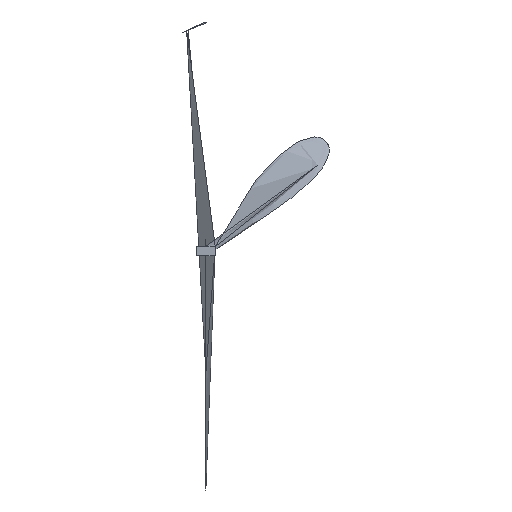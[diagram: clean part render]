
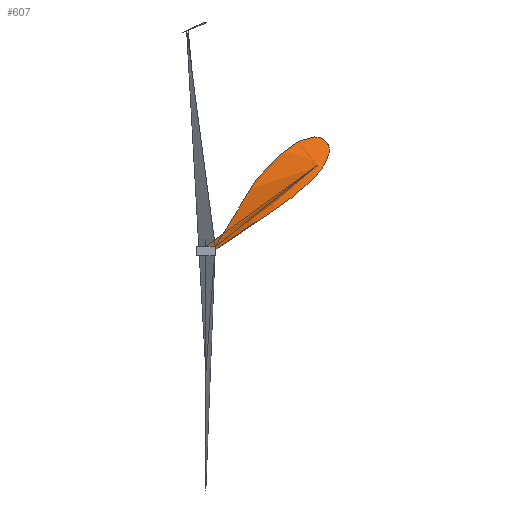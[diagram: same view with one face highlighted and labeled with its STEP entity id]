
A CAD part, left-side view. The second image highlights one B-rep face of the part: STEP entity #607.
In plain terms, the highlighted face is a revolution surface.
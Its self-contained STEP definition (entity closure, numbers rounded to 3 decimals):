
#55 = SURFACE_OF_REVOLUTION('',#56,#61);
#56 = CIRCLE('',#57,2.505);
#57 = AXIS2_PLACEMENT_3D('',#58,#59,#60);
#58 = CARTESIAN_POINT('',(7.93,0.,0.));
#59 = DIRECTION('',(0.,-1.,0.));
#60 = DIRECTION('',(1.,0.,0.));
#61 = AXIS1_PLACEMENT('',#62,#63);
#62 = CARTESIAN_POINT('',(7.93,-1.,0.));
#63 = DIRECTION('',(0.,0.707,-0.707));
#79 = VERTEX_POINT('',#80);
#80 = CARTESIAN_POINT('',(5.425,0.,
    0.));
#192 = EDGE_CURVE('',#193,#79,#195,.T.);
#193 = VERTEX_POINT('',#194);
#194 = CARTESIAN_POINT('',(5.427,0.,0.1));
#195 = SURFACE_CURVE('',#196,(#201,#208),.PCURVE_S1.);
#196 = CIRCLE('',#197,2.505);
#197 = AXIS2_PLACEMENT_3D('',#198,#199,#200);
#198 = CARTESIAN_POINT('',(7.93,0.,0.));
#199 = DIRECTION('',(0.,-1.,0.));
#200 = DIRECTION('',(1.,0.,0.));
#201 = PCURVE('',#55,#202);
#202 = DEFINITIONAL_REPRESENTATION('',(#203),#207);
#203 = LINE('',#204,#205);
#204 = CARTESIAN_POINT('',(0.,0.));
#205 = VECTOR('',#206,1.);
#206 = DIRECTION('',(0.,1.));
#207 = ( GEOMETRIC_REPRESENTATION_CONTEXT(2) 
PARAMETRIC_REPRESENTATION_CONTEXT() REPRESENTATION_CONTEXT('2D SPACE',''
  ) );
#208 = PCURVE('',#209,#218);
#209 = SURFACE_OF_REVOLUTION('',#210,#215);
#210 = CIRCLE('',#211,2.505);
#211 = AXIS2_PLACEMENT_3D('',#212,#213,#214);
#212 = CARTESIAN_POINT('',(7.93,0.,0.));
#213 = DIRECTION('',(0.,-1.,0.));
#214 = DIRECTION('',(1.,0.,0.));
#215 = AXIS1_PLACEMENT('',#216,#217);
#216 = CARTESIAN_POINT('',(7.93,-1.,0.));
#217 = DIRECTION('',(0.,0.707,-0.707));
#218 = DEFINITIONAL_REPRESENTATION('',(#219),#223);
#219 = LINE('',#220,#221);
#220 = CARTESIAN_POINT('',(6.283,0.));
#221 = VECTOR('',#222,1.);
#222 = DIRECTION('',(0.,1.));
#223 = ( GEOMETRIC_REPRESENTATION_CONTEXT(2) 
PARAMETRIC_REPRESENTATION_CONTEXT() REPRESENTATION_CONTEXT('2D SPACE',''
  ) );
#225 = EDGE_CURVE('',#226,#193,#228,.T.);
#226 = VERTEX_POINT('',#227);
#227 = CARTESIAN_POINT('',(5.389,-0.1,0.1));
#228 = SURFACE_CURVE('',#229,(#235,#244),.PCURVE_S1.);
#229 = B_SPLINE_CURVE_WITH_KNOTS('',4,(#230,#231,#232,#233,#234),
  .UNSPECIFIED.,.F.,.F.,(5,5),(0.,1.),.PIECEWISE_BEZIER_KNOTS.);
#230 = CARTESIAN_POINT('',(5.389,-0.1,0.1));
#231 = CARTESIAN_POINT('',(5.398,-0.075,0.1));
#232 = CARTESIAN_POINT('',(5.407,-0.05,0.1));
#233 = CARTESIAN_POINT('',(5.417,-0.025,0.1));
#234 = CARTESIAN_POINT('',(5.427,0.,0.1));
#235 = PCURVE('',#55,#236);
#236 = DEFINITIONAL_REPRESENTATION('',(#237),#243);
#237 = B_SPLINE_CURVE_WITH_KNOTS('',4,(#238,#239,#240,#241,#242),
  .UNSPECIFIED.,.F.,.F.,(5,5),(0.,1.),.PIECEWISE_BEZIER_KNOTS.);
#238 = CARTESIAN_POINT('',(6.227,3.062));
#239 = CARTESIAN_POINT('',(6.241,3.072));
#240 = CARTESIAN_POINT('',(6.255,3.082));
#241 = CARTESIAN_POINT('',(6.269,3.092));
#242 = CARTESIAN_POINT('',(6.283,3.102));
#243 = ( GEOMETRIC_REPRESENTATION_CONTEXT(2) 
PARAMETRIC_REPRESENTATION_CONTEXT() REPRESENTATION_CONTEXT('2D SPACE',''
  ) );
#244 = PCURVE('',#209,#245);
#245 = DEFINITIONAL_REPRESENTATION('',(#246),#252);
#246 = B_SPLINE_CURVE_WITH_KNOTS('',4,(#247,#248,#249,#250,#251),
  .UNSPECIFIED.,.F.,.F.,(5,5),(0.,1.),.PIECEWISE_BEZIER_KNOTS.);
#247 = CARTESIAN_POINT('',(6.227,3.062));
#248 = CARTESIAN_POINT('',(6.241,3.072));
#249 = CARTESIAN_POINT('',(6.255,3.082));
#250 = CARTESIAN_POINT('',(6.269,3.092));
#251 = CARTESIAN_POINT('',(6.283,3.102));
#252 = ( GEOMETRIC_REPRESENTATION_CONTEXT(2) 
PARAMETRIC_REPRESENTATION_CONTEXT() REPRESENTATION_CONTEXT('2D SPACE',''
  ) );
#254 = EDGE_CURVE('',#226,#255,#257,.T.);
#255 = VERTEX_POINT('',#256);
#256 = CARTESIAN_POINT('',(5.387,-0.1,0.));
#257 = SURFACE_CURVE('',#258,(#264,#273),.PCURVE_S1.);
#258 = B_SPLINE_CURVE_WITH_KNOTS('',4,(#259,#260,#261,#262,#263),
  .UNSPECIFIED.,.F.,.F.,(5,5),(0.,1.),.PIECEWISE_BEZIER_KNOTS.);
#259 = CARTESIAN_POINT('',(5.389,-0.1,0.1));
#260 = CARTESIAN_POINT('',(5.388,-0.1,0.075));
#261 = CARTESIAN_POINT('',(5.387,-0.1,0.05));
#262 = CARTESIAN_POINT('',(5.387,-0.1,0.025));
#263 = CARTESIAN_POINT('',(5.387,-0.1,0.));
#264 = PCURVE('',#55,#265);
#265 = DEFINITIONAL_REPRESENTATION('',(#266),#272);
#266 = B_SPLINE_CURVE_WITH_KNOTS('',4,(#267,#268,#269,#270,#271),
  .UNSPECIFIED.,.F.,.F.,(5,5),(0.,1.),.PIECEWISE_BEZIER_KNOTS.);
#267 = CARTESIAN_POINT('',(3.741,0.08));
#268 = CARTESIAN_POINT('',(3.727,0.07));
#269 = CARTESIAN_POINT('',(3.714,0.06));
#270 = CARTESIAN_POINT('',(3.701,0.05));
#271 = CARTESIAN_POINT('',(3.688,0.04));
#272 = ( GEOMETRIC_REPRESENTATION_CONTEXT(2) 
PARAMETRIC_REPRESENTATION_CONTEXT() REPRESENTATION_CONTEXT('2D SPACE',''
  ) );
#273 = PCURVE('',#209,#274);
#274 = DEFINITIONAL_REPRESENTATION('',(#275),#281);
#275 = B_SPLINE_CURVE_WITH_KNOTS('',4,(#276,#277,#278,#279,#280),
  .UNSPECIFIED.,.F.,.F.,(5,5),(0.,1.),.PIECEWISE_BEZIER_KNOTS.);
#276 = CARTESIAN_POINT('',(3.741,0.08));
#277 = CARTESIAN_POINT('',(3.727,0.07));
#278 = CARTESIAN_POINT('',(3.714,0.06));
#279 = CARTESIAN_POINT('',(3.701,0.05));
#280 = CARTESIAN_POINT('',(3.688,0.04));
#281 = ( GEOMETRIC_REPRESENTATION_CONTEXT(2) 
PARAMETRIC_REPRESENTATION_CONTEXT() REPRESENTATION_CONTEXT('2D SPACE',''
  ) );
#283 = EDGE_CURVE('',#255,#79,#284,.T.);
#284 = SURFACE_CURVE('',#285,(#291,#300),.PCURVE_S1.);
#285 = B_SPLINE_CURVE_WITH_KNOTS('',4,(#286,#287,#288,#289,#290),
  .UNSPECIFIED.,.F.,.F.,(5,5),(0.,1.),.PIECEWISE_BEZIER_KNOTS.);
#286 = CARTESIAN_POINT('',(5.387,-0.1,0.));
#287 = CARTESIAN_POINT('',(5.396,-0.075,0.));
#288 = CARTESIAN_POINT('',(5.405,-0.05,0.));
#289 = CARTESIAN_POINT('',(5.415,-0.025,0.));
#290 = CARTESIAN_POINT('',(5.425,0.,0.));
#291 = PCURVE('',#55,#292);
#292 = DEFINITIONAL_REPRESENTATION('',(#293),#299);
#293 = B_SPLINE_CURVE_WITH_KNOTS('',4,(#294,#295,#296,#297,#298),
  .UNSPECIFIED.,.F.,.F.,(5,5),(0.,1.),.PIECEWISE_BEZIER_KNOTS.);
#294 = CARTESIAN_POINT('',(6.227,3.102));
#295 = CARTESIAN_POINT('',(6.241,3.112));
#296 = CARTESIAN_POINT('',(6.255,3.122));
#297 = CARTESIAN_POINT('',(6.269,3.132));
#298 = CARTESIAN_POINT('',(6.283,3.142));
#299 = ( GEOMETRIC_REPRESENTATION_CONTEXT(2) 
PARAMETRIC_REPRESENTATION_CONTEXT() REPRESENTATION_CONTEXT('2D SPACE',''
  ) );
#300 = PCURVE('',#209,#301);
#301 = DEFINITIONAL_REPRESENTATION('',(#302),#308);
#302 = B_SPLINE_CURVE_WITH_KNOTS('',4,(#303,#304,#305,#306,#307),
  .UNSPECIFIED.,.F.,.F.,(5,5),(0.,1.),.PIECEWISE_BEZIER_KNOTS.);
#303 = CARTESIAN_POINT('',(6.227,3.102));
#304 = CARTESIAN_POINT('',(6.241,3.112));
#305 = CARTESIAN_POINT('',(6.255,3.122));
#306 = CARTESIAN_POINT('',(6.269,3.132));
#307 = CARTESIAN_POINT('',(6.283,3.142));
#308 = ( GEOMETRIC_REPRESENTATION_CONTEXT(2) 
PARAMETRIC_REPRESENTATION_CONTEXT() REPRESENTATION_CONTEXT('2D SPACE',''
  ) );
#607 = ADVANCED_FACE('',(#608),#209,.F.);
#608 = FACE_BOUND('',#609,.F.);
#609 = EDGE_LOOP('',(#610,#611,#612,#613));
#610 = ORIENTED_EDGE('',*,*,#192,.T.);
#611 = ORIENTED_EDGE('',*,*,#283,.F.);
#612 = ORIENTED_EDGE('',*,*,#254,.F.);
#613 = ORIENTED_EDGE('',*,*,#225,.T.);
